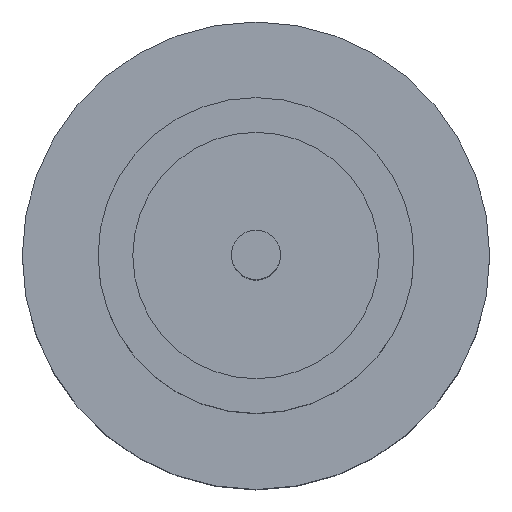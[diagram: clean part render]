
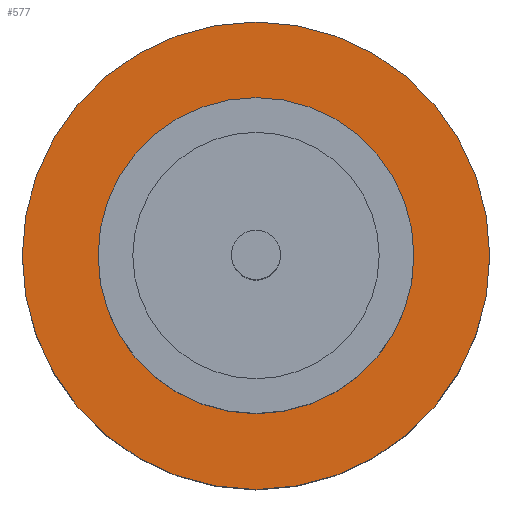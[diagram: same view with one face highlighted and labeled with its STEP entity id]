
A CAD part, top view. The second image highlights one B-rep face of the part: STEP entity #577.
In plain terms, the highlighted planar face has unit normal (0, 0, 1).
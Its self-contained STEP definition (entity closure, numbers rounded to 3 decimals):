
#15 = ORIENTED_EDGE ( 'NONE', *, *, #347, .F. ) ;
#37 = DIRECTION ( 'NONE',  ( 0., 0., 1. ) ) ;
#45 = CARTESIAN_POINT ( 'NONE',  ( 1.25, 0., 1.55 ) ) ;
#59 = AXIS2_PLACEMENT_3D ( 'NONE', #323, #37, #274 ) ;
#78 = FACE_OUTER_BOUND ( 'NONE', #356, .T. ) ;
#80 = CIRCLE ( 'NONE', #133, 1.85 ) ;
#87 = CARTESIAN_POINT ( 'NONE',  ( 0., 0., 1.55 ) ) ;
#95 = ORIENTED_EDGE ( 'NONE', *, *, #500, .F. ) ;
#123 = CARTESIAN_POINT ( 'NONE',  ( 0., 0., 1.55 ) ) ;
#133 = AXIS2_PLACEMENT_3D ( 'NONE', #123, #528, #306 ) ;
#153 = CIRCLE ( 'NONE', #743, 1.25 ) ;
#207 = PLANE ( 'NONE',  #445 ) ;
#238 = EDGE_CURVE ( 'NONE', #697, #296, #644, .T. ) ;
#240 = VERTEX_POINT ( 'NONE', #45 ) ;
#241 = CARTESIAN_POINT ( 'NONE',  ( -1.25, 0., 1.55 ) ) ;
#262 = DIRECTION ( 'NONE',  ( 1., 0., 0. ) ) ;
#274 = DIRECTION ( 'NONE',  ( 1., 0., 0. ) ) ;
#277 = CARTESIAN_POINT ( 'NONE',  ( -1.85, 0., 1.55 ) ) ;
#296 = VERTEX_POINT ( 'NONE', #277 ) ;
#297 = CARTESIAN_POINT ( 'NONE',  ( 0., 0., 1.55 ) ) ;
#306 = DIRECTION ( 'NONE',  ( 1., 0., 0. ) ) ;
#309 = EDGE_LOOP ( 'NONE', ( #95, #15 ) ) ;
#323 = CARTESIAN_POINT ( 'NONE',  ( 0., 0., 1.55 ) ) ;
#327 = FACE_BOUND ( 'NONE', #309, .T. ) ;
#336 = ORIENTED_EDGE ( 'NONE', *, *, #238, .T. ) ;
#347 = EDGE_CURVE ( 'NONE', #350, #240, #739, .T. ) ;
#350 = VERTEX_POINT ( 'NONE', #241 ) ;
#355 = DIRECTION ( 'NONE',  ( 1., 0., 0. ) ) ;
#356 = EDGE_LOOP ( 'NONE', ( #587, #336 ) ) ;
#379 = EDGE_CURVE ( 'NONE', #296, #697, #80, .T. ) ;
#387 = AXIS2_PLACEMENT_3D ( 'NONE', #297, #581, #355 ) ;
#389 = DIRECTION ( 'NONE',  ( 1., 0., 0. ) ) ;
#394 = CARTESIAN_POINT ( 'NONE',  ( 1.85, 0., 1.55 ) ) ;
#445 = AXIS2_PLACEMENT_3D ( 'NONE', #87, #670, #262 ) ;
#500 = EDGE_CURVE ( 'NONE', #240, #350, #153, .T. ) ;
#528 = DIRECTION ( 'NONE',  ( 0., 0., 1. ) ) ;
#547 = CARTESIAN_POINT ( 'NONE',  ( 0., 0., 1.55 ) ) ;
#577 = ADVANCED_FACE ( 'NONE', ( #327, #78 ), #207, .T. ) ;
#581 = DIRECTION ( 'NONE',  ( 0., 0., 1. ) ) ;
#587 = ORIENTED_EDGE ( 'NONE', *, *, #379, .T. ) ;
#644 = CIRCLE ( 'NONE', #59, 1.85 ) ;
#670 = DIRECTION ( 'NONE',  ( 0., 0., 1. ) ) ;
#697 = VERTEX_POINT ( 'NONE', #394 ) ;
#734 = DIRECTION ( 'NONE',  ( 0., 0., 1. ) ) ;
#739 = CIRCLE ( 'NONE', #387, 1.25 ) ;
#743 = AXIS2_PLACEMENT_3D ( 'NONE', #547, #734, #389 ) ;
